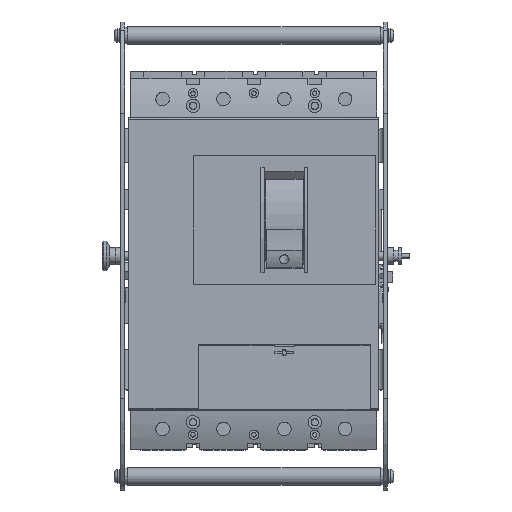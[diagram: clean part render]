
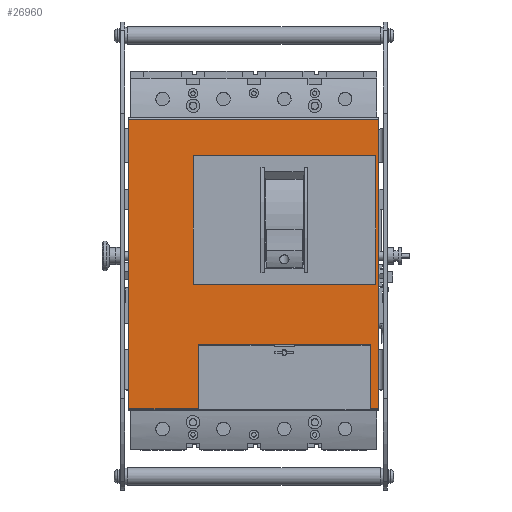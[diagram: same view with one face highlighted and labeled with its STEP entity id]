
A CAD part, top view. The second image highlights one B-rep face of the part: STEP entity #26960.
In plain terms, the highlighted planar face has unit normal (0, 0, 1).
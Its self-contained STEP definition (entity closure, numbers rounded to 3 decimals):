
#2779=ORIENTED_EDGE('',*,*,#10394,.F.);
#2780=ORIENTED_EDGE('',*,*,#10395,.F.);
#2781=ORIENTED_EDGE('',*,*,#10396,.T.);
#2782=ORIENTED_EDGE('',*,*,#10397,.T.);
#2783=ORIENTED_EDGE('',*,*,#10398,.F.);
#2784=ORIENTED_EDGE('',*,*,#10399,.T.);
#2785=ORIENTED_EDGE('',*,*,#10400,.F.);
#2786=ORIENTED_EDGE('',*,*,#10401,.F.);
#2787=ORIENTED_EDGE('',*,*,#10392,.T.);
#2788=ORIENTED_EDGE('',*,*,#9025,.T.);
#2789=ORIENTED_EDGE('',*,*,#9323,.F.);
#2790=ORIENTED_EDGE('',*,*,#10402,.F.);
#9025=EDGE_CURVE('',#12954,#12953,#15571,.T.);
#9323=EDGE_CURVE('',#13238,#12953,#15780,.T.);
#10392=EDGE_CURVE('',#14125,#12954,#16752,.T.);
#10394=EDGE_CURVE('',#14126,#14127,#16753,.T.);
#10395=EDGE_CURVE('',#14128,#14126,#16754,.T.);
#10396=EDGE_CURVE('',#14128,#14129,#16755,.T.);
#10397=EDGE_CURVE('',#14129,#14127,#16756,.T.);
#10398=EDGE_CURVE('',#14130,#14131,#16757,.T.);
#10399=EDGE_CURVE('',#14130,#14132,#16758,.T.);
#10400=EDGE_CURVE('',#14133,#14132,#16759,.T.);
#10401=EDGE_CURVE('',#14125,#14133,#16760,.T.);
#10402=EDGE_CURVE('',#14131,#13238,#16761,.T.);
#12953=VERTEX_POINT('',#38303);
#12954=VERTEX_POINT('',#38305);
#13238=VERTEX_POINT('',#38956);
#14125=VERTEX_POINT('',#41280);
#14126=VERTEX_POINT('',#41284);
#14127=VERTEX_POINT('',#41285);
#14128=VERTEX_POINT('',#41287);
#14129=VERTEX_POINT('',#41289);
#14130=VERTEX_POINT('',#41292);
#14131=VERTEX_POINT('',#41293);
#14132=VERTEX_POINT('',#41295);
#14133=VERTEX_POINT('',#41297);
#15571=LINE('',#38304,#18773);
#15780=LINE('',#38957,#18982);
#16752=LINE('',#41279,#19954);
#16753=LINE('',#41283,#19955);
#16754=LINE('',#41286,#19956);
#16755=LINE('',#41288,#19957);
#16756=LINE('',#41290,#19958);
#16757=LINE('',#41291,#19959);
#16758=LINE('',#41294,#19960);
#16759=LINE('',#41296,#19961);
#16760=LINE('',#41298,#19962);
#16761=LINE('',#41299,#19963);
#18773=VECTOR('',#30642,1000.);
#18982=VECTOR('',#31105,1000.);
#19954=VECTOR('',#32493,1000.);
#19955=VECTOR('',#32498,1000.);
#19956=VECTOR('',#32499,1000.);
#19957=VECTOR('',#32500,1000.);
#19958=VECTOR('',#32501,1000.);
#19959=VECTOR('',#32502,1000.);
#19960=VECTOR('',#32503,1000.);
#19961=VECTOR('',#32504,1000.);
#19962=VECTOR('',#32505,1000.);
#19963=VECTOR('',#32506,1000.);
#22167=EDGE_LOOP('',(#2779,#2780,#2781,#2782));
#22168=EDGE_LOOP('',(#2783,#2784,#2785,#2786,#2787,#2788,#2789,#2790));
#24007=FACE_BOUND('',#22167,.T.);
#24008=FACE_BOUND('',#22168,.T.);
#25759=PLANE('',#28670);
#26960=ADVANCED_FACE('',(#24007,#24008),#25759,.F.);
#28670=AXIS2_PLACEMENT_3D('',#41282,#32496,#32497);
#30642=DIRECTION('',(0.,-1.,0.));
#31105=DIRECTION('',(-1.,0.,0.));
#32493=DIRECTION('',(-1.,0.,0.));
#32496=DIRECTION('',(0.,0.,-1.));
#32497=DIRECTION('',(-1.,0.,0.));
#32498=DIRECTION('',(-1.,0.,0.));
#32499=DIRECTION('',(0.,1.,0.));
#32500=DIRECTION('',(-1.,0.,0.));
#32501=DIRECTION('',(0.,1.,0.));
#32502=DIRECTION('',(-1.,0.,0.));
#32503=DIRECTION('',(0.,-1.,0.));
#32504=DIRECTION('',(-1.,0.,0.));
#32505=DIRECTION('',(0.,-1.,0.));
#32506=DIRECTION('',(0.,-1.,0.));
#38303=CARTESIAN_POINT('',(0.,30.5,120.5));
#38304=CARTESIAN_POINT('',(0.,244.5,120.5));
#38305=CARTESIAN_POINT('',(0.,244.5,120.5));
#38956=CARTESIAN_POINT('',(51.4,30.5,120.5));
#38957=CARTESIAN_POINT('',(183.5,30.5,120.5));
#41279=CARTESIAN_POINT('',(183.5,244.5,120.5));
#41280=CARTESIAN_POINT('',(185.,244.5,120.5));
#41282=CARTESIAN_POINT('',(183.5,244.5,120.5));
#41283=CARTESIAN_POINT('',(182.5,217.5,120.5));
#41284=CARTESIAN_POINT('',(182.5,217.5,120.5));
#41285=CARTESIAN_POINT('',(47.5,217.5,120.5));
#41286=CARTESIAN_POINT('',(182.5,122.5,120.5));
#41287=CARTESIAN_POINT('',(182.5,122.5,120.5));
#41288=CARTESIAN_POINT('',(182.5,122.5,120.5));
#41289=CARTESIAN_POINT('',(47.5,122.5,120.5));
#41290=CARTESIAN_POINT('',(47.5,122.5,120.5));
#41291=CARTESIAN_POINT('',(178.6,78.,120.5));
#41292=CARTESIAN_POINT('',(178.6,78.,120.5));
#41293=CARTESIAN_POINT('',(51.4,78.,120.5));
#41294=CARTESIAN_POINT('',(178.6,78.,120.5));
#41295=CARTESIAN_POINT('',(178.6,30.5,120.5));
#41296=CARTESIAN_POINT('',(183.5,30.5,120.5));
#41297=CARTESIAN_POINT('',(185.,30.5,120.5));
#41298=CARTESIAN_POINT('',(185.,244.5,120.5));
#41299=CARTESIAN_POINT('',(51.4,78.,120.5));
